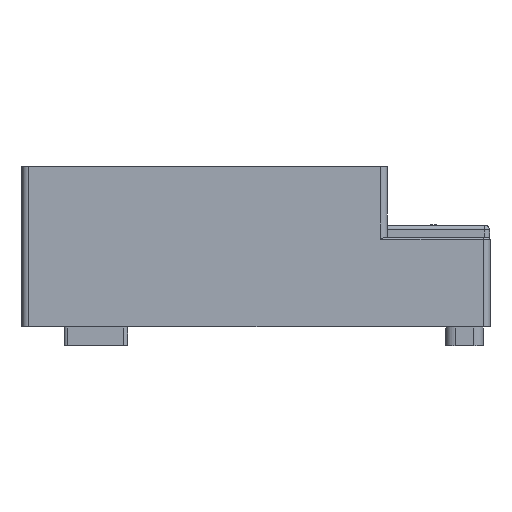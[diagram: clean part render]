
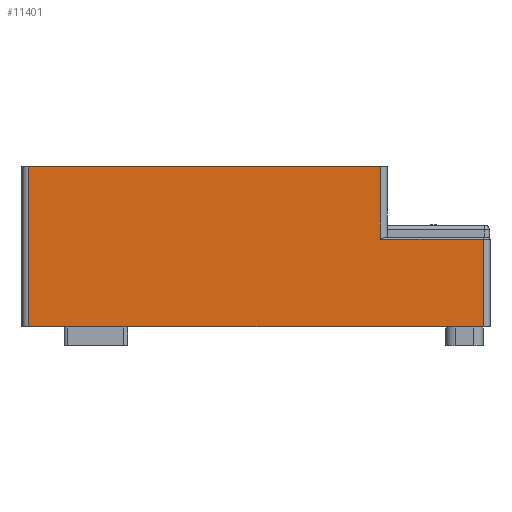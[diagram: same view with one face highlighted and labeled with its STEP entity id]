
A CAD part, left-side view. The second image highlights one B-rep face of the part: STEP entity #11401.
In plain terms, the highlighted planar face has unit normal (-1, 0, 0).
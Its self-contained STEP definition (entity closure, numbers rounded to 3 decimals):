
#901=LINE('',#18311,#1971);
#914=LINE('',#18377,#1984);
#915=LINE('',#18381,#1985);
#916=LINE('',#18383,#1986);
#917=LINE('',#18385,#1987);
#918=LINE('',#18386,#1988);
#1971=VECTOR('',#14691,10.);
#1984=VECTOR('',#14750,10.);
#1985=VECTOR('',#14755,10.);
#1986=VECTOR('',#14756,10.);
#1987=VECTOR('',#14757,10.);
#1988=VECTOR('',#14758,10.);
#2578=PLANE('',#12370);
#3260=FACE_OUTER_BOUND('',#3958,.T.);
#3958=EDGE_LOOP('',(#9134,#9135,#9136,#9137,#9138,#9139));
#5539=VERTEX_POINT('',#18297);
#5542=VERTEX_POINT('',#18302);
#5564=VERTEX_POINT('',#18376);
#5565=VERTEX_POINT('',#18380);
#5566=VERTEX_POINT('',#18382);
#5567=VERTEX_POINT('',#18384);
#6904=EDGE_CURVE('',#5542,#5539,#901,.T.);
#6933=EDGE_CURVE('',#5539,#5564,#914,.T.);
#6935=EDGE_CURVE('',#5542,#5565,#915,.T.);
#6936=EDGE_CURVE('',#5565,#5566,#916,.T.);
#6937=EDGE_CURVE('',#5567,#5566,#917,.T.);
#6938=EDGE_CURVE('',#5564,#5567,#918,.T.);
#9134=ORIENTED_EDGE('',*,*,#6904,.F.);
#9135=ORIENTED_EDGE('',*,*,#6935,.T.);
#9136=ORIENTED_EDGE('',*,*,#6936,.T.);
#9137=ORIENTED_EDGE('',*,*,#6937,.F.);
#9138=ORIENTED_EDGE('',*,*,#6938,.F.);
#9139=ORIENTED_EDGE('',*,*,#6933,.F.);
#11401=ADVANCED_FACE('',(#3260),#2578,.T.);
#12370=AXIS2_PLACEMENT_3D('',#18379,#14753,#14754);
#14691=DIRECTION('',(0.,-1.,0.));
#14750=DIRECTION('',(0.,0.,-1.));
#14753=DIRECTION('center_axis',(-1.,0.,0.));
#14754=DIRECTION('ref_axis',(0.,0.,1.));
#14755=DIRECTION('',(0.,0.,1.));
#14756=DIRECTION('',(0.,1.,0.));
#14757=DIRECTION('',(0.,0.,1.));
#14758=DIRECTION('',(0.,1.,0.));
#18297=CARTESIAN_POINT('',(-147.75,-121.75,47.));
#18302=CARTESIAN_POINT('',(-147.75,-66.75,47.));
#18311=CARTESIAN_POINT('',(-147.75,-111.5,47.));
#18376=CARTESIAN_POINT('',(-147.75,-121.75,0.));
#18377=CARTESIAN_POINT('',(-147.75,-121.75,0.));
#18379=CARTESIAN_POINT('Origin',(-147.75,-125.25,0.));
#18380=CARTESIAN_POINT('',(-147.75,-66.75,86.));
#18381=CARTESIAN_POINT('',(-147.75,-66.75,43.));
#18382=CARTESIAN_POINT('',(-147.75,121.75,86.));
#18383=CARTESIAN_POINT('',(-147.75,-125.25,86.));
#18384=CARTESIAN_POINT('',(-147.75,121.75,0.));
#18385=CARTESIAN_POINT('',(-147.75,121.75,0.));
#18386=CARTESIAN_POINT('',(-147.75,-125.25,0.));
